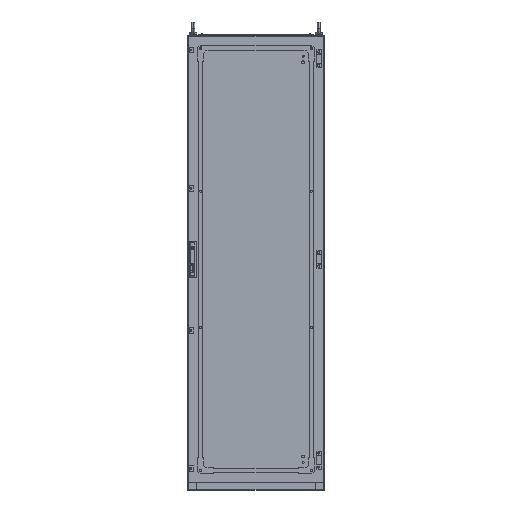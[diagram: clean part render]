
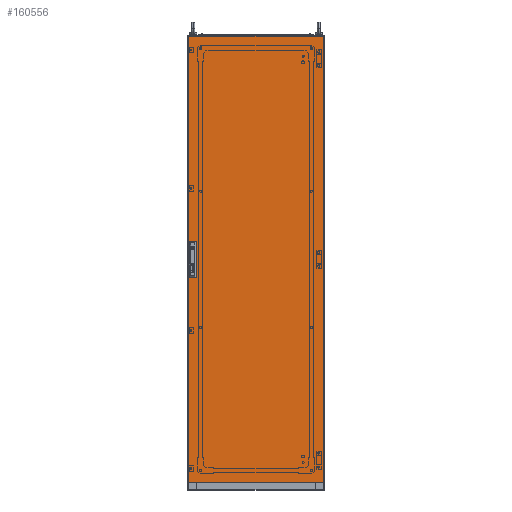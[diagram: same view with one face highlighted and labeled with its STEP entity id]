
A CAD part, top view. The second image highlights one B-rep face of the part: STEP entity #160556.
In plain terms, the highlighted planar face has unit normal (0, 0, 1).
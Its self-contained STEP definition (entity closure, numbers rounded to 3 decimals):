
#671 = VERTEX_POINT ( 'NONE', #32815 ) ;
#2458 = ORIENTED_EDGE ( 'NONE', *, *, #161771, .T. ) ;
#3381 = VERTEX_POINT ( 'NONE', #109397 ) ;
#3571 = CARTESIAN_POINT ( 'NONE',  ( -290.7, -61.5, 0. ) ) ;
#3720 = VERTEX_POINT ( 'NONE', #44403 ) ;
#4182 = LINE ( 'NONE', #29257, #24817 ) ;
#4463 = CARTESIAN_POINT ( 'NONE',  ( -290.7, 38.5, 0. ) ) ;
#9811 = LINE ( 'NONE', #86815, #126217 ) ;
#10159 = VECTOR ( 'NONE', #62466, 1000. ) ;
#10293 = DIRECTION ( 'NONE',  ( -1., 0., 0. ) ) ;
#10522 = FACE_BOUND ( 'NONE', #39460, .T. ) ;
#10619 = LINE ( 'NONE', #112806, #10159 ) ;
#12839 = LINE ( 'NONE', #126770, #22623 ) ;
#14763 = LINE ( 'NONE', #80786, #130735 ) ;
#15827 = EDGE_CURVE ( 'NONE', #3381, #671, #9811, .T. ) ;
#16838 = LINE ( 'NONE', #145852, #37731 ) ;
#17942 = VECTOR ( 'NONE', #10293, 1000. ) ;
#19944 = CARTESIAN_POINT ( 'NONE',  ( 297., -970., 0. ) ) ;
#22623 = VECTOR ( 'NONE', #128457, 1000. ) ;
#24817 = VECTOR ( 'NONE', #80353, 1000. ) ;
#28695 = ORIENTED_EDGE ( 'NONE', *, *, #75937, .F. ) ;
#29257 = CARTESIAN_POINT ( 'NONE',  ( -265.7, -61.5, 0. ) ) ;
#29707 = DIRECTION ( 'NONE',  ( 0., -1., 0. ) ) ;
#32815 = CARTESIAN_POINT ( 'NONE',  ( -265.7, 88.5, 0. ) ) ;
#33806 = LINE ( 'NONE', #135260, #97300 ) ;
#36575 = DIRECTION ( 'NONE',  ( 0., 1., 0. ) ) ;
#37731 = VECTOR ( 'NONE', #67862, 1000. ) ;
#38916 = FACE_BOUND ( 'NONE', #101104, .T. ) ;
#39460 = EDGE_LOOP ( 'NONE', ( #44764, #123518, #53299, #147991 ) ) ;
#39520 = VERTEX_POINT ( 'NONE', #147814 ) ;
#40585 = ORIENTED_EDGE ( 'NONE', *, *, #42042, .F. ) ;
#41522 = VECTOR ( 'NONE', #71224, 1000. ) ;
#42042 = EDGE_CURVE ( 'NONE', #108939, #148579, #4182, .T. ) ;
#44403 = CARTESIAN_POINT ( 'NONE',  ( 297., 997., 0. ) ) ;
#44764 = ORIENTED_EDGE ( 'NONE', *, *, #149095, .F. ) ;
#47100 = VERTEX_POINT ( 'NONE', #97181 ) ;
#48973 = DIRECTION ( 'NONE',  ( 1., 0., 0. ) ) ;
#52836 = ORIENTED_EDGE ( 'NONE', *, *, #65834, .T. ) ;
#53299 = ORIENTED_EDGE ( 'NONE', *, *, #15827, .F. ) ;
#53815 = LINE ( 'NONE', #3571, #161896 ) ;
#57502 = CARTESIAN_POINT ( 'NONE',  ( -290.7, 88.5, 0. ) ) ;
#60462 = LINE ( 'NONE', #111655, #17942 ) ;
#62466 = DIRECTION ( 'NONE',  ( 1., 0., 0. ) ) ;
#65502 = DIRECTION ( 'NONE',  ( 0., -1., 0. ) ) ;
#65834 = EDGE_CURVE ( 'NONE', #94467, #104380, #10619, .T. ) ;
#65873 = EDGE_CURVE ( 'NONE', #165935, #94467, #14763, .T. ) ;
#67701 = EDGE_CURVE ( 'NONE', #104380, #3720, #16838, .T. ) ;
#67862 = DIRECTION ( 'NONE',  ( 0., 1., 0. ) ) ;
#70176 = EDGE_LOOP ( 'NONE', ( #120506, #52836, #136371, #2458 ) ) ;
#71224 = DIRECTION ( 'NONE',  ( -1., 0., 0. ) ) ;
#75378 = LINE ( 'NONE', #164327, #126885 ) ;
#75937 = EDGE_CURVE ( 'NONE', #86062, #108939, #53815, .T. ) ;
#76008 = ORIENTED_EDGE ( 'NONE', *, *, #114186, .F. ) ;
#80353 = DIRECTION ( 'NONE',  ( 1., 0., 0. ) ) ;
#80786 = CARTESIAN_POINT ( 'NONE',  ( -297., 997., 0. ) ) ;
#82157 = LINE ( 'NONE', #94785, #41522 ) ;
#84183 = CARTESIAN_POINT ( 'NONE',  ( -265.7, -61.5, 0. ) ) ;
#86062 = VERTEX_POINT ( 'NONE', #114391 ) ;
#86815 = CARTESIAN_POINT ( 'NONE',  ( -265.7, 38.5, 0. ) ) ;
#89872 = VERTEX_POINT ( 'NONE', #57502 ) ;
#90009 = FACE_OUTER_BOUND ( 'NONE', #70176, .T. ) ;
#94467 = VERTEX_POINT ( 'NONE', #159211 ) ;
#94785 = CARTESIAN_POINT ( 'NONE',  ( -265.7, -11.5, 0. ) ) ;
#94905 = LINE ( 'NONE', #4463, #99170 ) ;
#95039 = DIRECTION ( 'NONE',  ( 0., 1., 0. ) ) ;
#97181 = CARTESIAN_POINT ( 'NONE',  ( -265.7, -11.5, 0. ) ) ;
#97300 = VECTOR ( 'NONE', #95039, 1000. ) ;
#99170 = VECTOR ( 'NONE', #159498, 1000. ) ;
#101104 = EDGE_LOOP ( 'NONE', ( #28695, #131679, #76008, #40585 ) ) ;
#104380 = VERTEX_POINT ( 'NONE', #19944 ) ;
#108939 = VERTEX_POINT ( 'NONE', #131048 ) ;
#109397 = CARTESIAN_POINT ( 'NONE',  ( -265.7, 38.5, 0. ) ) ;
#111655 = CARTESIAN_POINT ( 'NONE',  ( -265.7, 88.5, 0. ) ) ;
#112725 = CARTESIAN_POINT ( 'NONE',  ( 0., 0., 0. ) ) ;
#112806 = CARTESIAN_POINT ( 'NONE',  ( -297., -970., 0. ) ) ;
#114186 = EDGE_CURVE ( 'NONE', #148579, #47100, #33806, .T. ) ;
#114391 = CARTESIAN_POINT ( 'NONE',  ( -290.7, -11.5, 0. ) ) ;
#114618 = EDGE_CURVE ( 'NONE', #39520, #3381, #75378, .T. ) ;
#120506 = ORIENTED_EDGE ( 'NONE', *, *, #65873, .T. ) ;
#123518 = ORIENTED_EDGE ( 'NONE', *, *, #139950, .F. ) ;
#126217 = VECTOR ( 'NONE', #36575, 1000. ) ;
#126770 = CARTESIAN_POINT ( 'NONE',  ( -297., 997., 0. ) ) ;
#126885 = VECTOR ( 'NONE', #138297, 1000. ) ;
#128457 = DIRECTION ( 'NONE',  ( -1., 0., 0. ) ) ;
#130735 = VECTOR ( 'NONE', #29707, 1000. ) ;
#131048 = CARTESIAN_POINT ( 'NONE',  ( -290.7, -61.5, 0. ) ) ;
#131679 = ORIENTED_EDGE ( 'NONE', *, *, #161924, .F. ) ;
#134965 = AXIS2_PLACEMENT_3D ( 'NONE', #112725, #163895, #48973 ) ;
#135260 = CARTESIAN_POINT ( 'NONE',  ( -265.7, -61.5, 0. ) ) ;
#136371 = ORIENTED_EDGE ( 'NONE', *, *, #67701, .T. ) ;
#138297 = DIRECTION ( 'NONE',  ( 1., 0., 0. ) ) ;
#139950 = EDGE_CURVE ( 'NONE', #671, #89872, #60462, .T. ) ;
#140467 = CARTESIAN_POINT ( 'NONE',  ( -297., 997., 0. ) ) ;
#145852 = CARTESIAN_POINT ( 'NONE',  ( 297., 997., 0. ) ) ;
#147814 = CARTESIAN_POINT ( 'NONE',  ( -290.7, 38.5, 0. ) ) ;
#147991 = ORIENTED_EDGE ( 'NONE', *, *, #114618, .F. ) ;
#148579 = VERTEX_POINT ( 'NONE', #84183 ) ;
#149095 = EDGE_CURVE ( 'NONE', #89872, #39520, #94905, .T. ) ;
#159211 = CARTESIAN_POINT ( 'NONE',  ( -297., -970., 0. ) ) ;
#159498 = DIRECTION ( 'NONE',  ( 0., -1., 0. ) ) ;
#160556 = ADVANCED_FACE ( 'NONE', ( #10522, #38916, #90009 ), #164728, .T. ) ;
#161771 = EDGE_CURVE ( 'NONE', #3720, #165935, #12839, .T. ) ;
#161896 = VECTOR ( 'NONE', #65502, 1000. ) ;
#161924 = EDGE_CURVE ( 'NONE', #47100, #86062, #82157, .T. ) ;
#163895 = DIRECTION ( 'NONE',  ( 0., 0., 1. ) ) ;
#164327 = CARTESIAN_POINT ( 'NONE',  ( -265.7, 38.5, 0. ) ) ;
#164728 = PLANE ( 'NONE',  #134965 ) ;
#165935 = VERTEX_POINT ( 'NONE', #140467 ) ;
